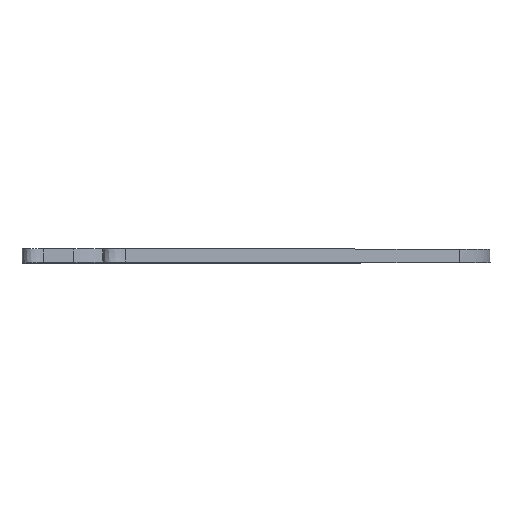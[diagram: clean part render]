
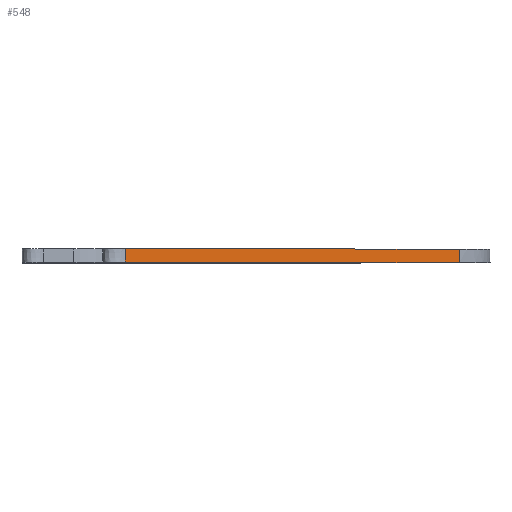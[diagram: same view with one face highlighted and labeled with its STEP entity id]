
A CAD part, top view. The second image highlights one B-rep face of the part: STEP entity #548.
In plain terms, the highlighted planar face has unit normal (0.707, 0, 0.707).
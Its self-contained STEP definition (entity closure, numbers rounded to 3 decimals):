
#33=PLANE('',#605);
#48=B_SPLINE_CURVE_WITH_KNOTS('',3,(#927,#928,#929,#930),.UNSPECIFIED.,
 .F.,.F.,(4,4),(0.,0.318),.UNSPECIFIED.);
#49=B_SPLINE_CURVE_WITH_KNOTS('',3,(#935,#936,#937,#938),.UNSPECIFIED.,
 .F.,.F.,(4,4),(-0.318,0.),.UNSPECIFIED.);
#69=FACE_OUTER_BOUND('',#97,.T.);
#97=EDGE_LOOP('',(#406,#407,#408,#409));
#142=LINE('',#933,#182);
#143=LINE('',#939,#183);
#182=VECTOR('',#692,10.);
#183=VECTOR('',#693,10.);
#256=VERTEX_POINT('',#869);
#259=VERTEX_POINT('',#901);
#260=VERTEX_POINT('',#932);
#261=VERTEX_POINT('',#934);
#319=EDGE_CURVE('',#259,#256,#48,.T.);
#320=EDGE_CURVE('',#259,#260,#142,.T.);
#321=EDGE_CURVE('',#261,#260,#49,.T.);
#322=EDGE_CURVE('',#256,#261,#143,.T.);
#406=ORIENTED_EDGE('',*,*,#319,.F.);
#407=ORIENTED_EDGE('',*,*,#320,.T.);
#408=ORIENTED_EDGE('',*,*,#321,.F.);
#409=ORIENTED_EDGE('',*,*,#322,.F.);
#548=ADVANCED_FACE('',(#69),#33,.T.);
#605=AXIS2_PLACEMENT_3D('',#931,#690,#691);
#690=DIRECTION('center_axis',(0.707,0.,0.707));
#691=DIRECTION('ref_axis',(0.707,0.,-0.707));
#692=DIRECTION('',(0.707,0.,-0.707));
#693=DIRECTION('',(0.707,0.,-0.707));
#869=CARTESIAN_POINT('',(48.383,29.675,93.038));
#901=CARTESIAN_POINT('',(48.383,26.5,93.038));
#927=CARTESIAN_POINT('Ctrl Pts',(48.383,26.5,93.038));
#928=CARTESIAN_POINT('Ctrl Pts',(48.383,27.558,93.038));
#929=CARTESIAN_POINT('Ctrl Pts',(48.383,28.617,93.038));
#930=CARTESIAN_POINT('Ctrl Pts',(48.383,29.675,93.038));
#931=CARTESIAN_POINT('Origin',(37.47,26.5,103.951));
#932=CARTESIAN_POINT('',(127.279,26.5,14.142));
#933=CARTESIAN_POINT('',(0.,26.5,141.421));
#934=CARTESIAN_POINT('',(127.279,29.675,14.142));
#935=CARTESIAN_POINT('Ctrl Pts',(127.279,29.675,14.142));
#936=CARTESIAN_POINT('Ctrl Pts',(127.279,28.617,14.142));
#937=CARTESIAN_POINT('Ctrl Pts',(127.279,27.558,14.142));
#938=CARTESIAN_POINT('Ctrl Pts',(127.279,26.5,14.142));
#939=CARTESIAN_POINT('',(0.,29.675,141.421));
